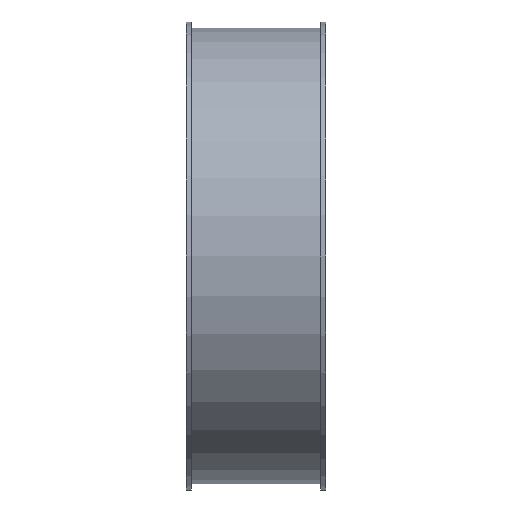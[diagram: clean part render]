
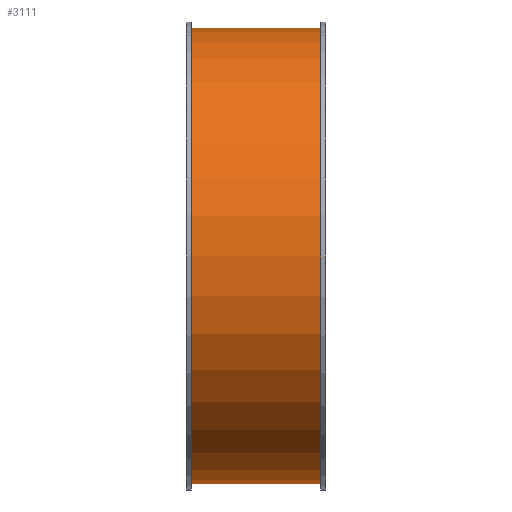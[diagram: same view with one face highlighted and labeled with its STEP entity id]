
A CAD part, left-side view. The second image highlights one B-rep face of the part: STEP entity #3111.
In plain terms, the highlighted cylindrical face has radius 45.72 mm (diameter 91.44 mm), a partial arc.
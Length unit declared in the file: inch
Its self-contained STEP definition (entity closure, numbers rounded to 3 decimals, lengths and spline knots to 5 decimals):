
#20 = VERTEX_POINT ( 'NONE', #2932 ) ;
#21 = VERTEX_POINT ( 'NONE', #321 ) ;
#22 = VERTEX_POINT ( 'NONE', #2931 ) ;
#321 = CARTESIAN_POINT ( 'NONE',  ( 0., 0.04, 1.8 ) ) ;
#543 = CARTESIAN_POINT ( 'NONE',  ( 0., 0., -1.8 ) ) ;
#555 = CARTESIAN_POINT ( 'NONE',  ( 0., 0., 1.8 ) ) ;
#556 = DIRECTION ( 'NONE',  ( 0., -1., 0. ) ) ;
#561 = DIRECTION ( 'NONE',  ( 0., -1., 0. ) ) ;
#947 = EDGE_LOOP ( 'NONE', ( #1007, #1008, #1009, #1010 ) ) ;
#1007 = ORIENTED_EDGE ( 'NONE', *, *, #2765, .F. ) ;
#1008 = ORIENTED_EDGE ( 'NONE', *, *, #3381, .T. ) ;
#1009 = ORIENTED_EDGE ( 'NONE', *, *, #2763, .T. ) ;
#1010 = ORIENTED_EDGE ( 'NONE', *, *, #3380, .F. ) ;
#1775 = VECTOR ( 'NONE', #561, 39.37008 ) ;
#1778 = VECTOR ( 'NONE', #556, 39.37008 ) ;
#1784 = LINE ( 'NONE', #543, #1778 ) ;
#1788 = LINE ( 'NONE', #555, #1775 ) ;
#2763 = EDGE_CURVE ( 'NONE', #2974, #20, #1784, .T. ) ;
#2765 = EDGE_CURVE ( 'NONE', #22, #21, #1788, .T. ) ;
#2931 = CARTESIAN_POINT ( 'NONE',  ( 0., 1.06, 1.8 ) ) ;
#2932 = CARTESIAN_POINT ( 'NONE',  ( 0., 0.04, -1.8 ) ) ;
#2974 = VERTEX_POINT ( 'NONE', #3946 ) ;
#3111 = ADVANCED_FACE ( 'NONE', ( #4322 ), #4329, .T. ) ;
#3380 = EDGE_CURVE ( 'NONE', #21, #20, #4544, .T. ) ;
#3381 = EDGE_CURVE ( 'NONE', #22, #2974, #4546, .T. ) ;
#3946 = CARTESIAN_POINT ( 'NONE',  ( 0., 1.06, -1.8 ) ) ;
#4322 = FACE_OUTER_BOUND ( 'NONE', #947, .T. ) ;
#4329 = CYLINDRICAL_SURFACE ( 'NONE', #4932, 1.8 ) ;
#4544 = CIRCLE ( 'NONE', #5079, 1.8 ) ;
#4546 = CIRCLE ( 'NONE', #5080, 1.8 ) ;
#4932 = AXIS2_PLACEMENT_3D ( 'NONE', #5125, #5128, #5129 ) ;
#5079 = AXIS2_PLACEMENT_3D ( 'NONE', #5742, #5749, #5750 ) ;
#5080 = AXIS2_PLACEMENT_3D ( 'NONE', #5745, #5752, #5753 ) ;
#5125 = CARTESIAN_POINT ( 'NONE',  ( 0., 0., 0. ) ) ;
#5128 = DIRECTION ( 'NONE',  ( 0., -1., 0. ) ) ;
#5129 = DIRECTION ( 'NONE',  ( 0., 0., -1. ) ) ;
#5742 = CARTESIAN_POINT ( 'NONE',  ( 0., 0.04, 0. ) ) ;
#5745 = CARTESIAN_POINT ( 'NONE',  ( 0., 1.06, 0. ) ) ;
#5749 = DIRECTION ( 'NONE',  ( 0., -1., 0. ) ) ;
#5750 = DIRECTION ( 'NONE',  ( 0., 0., -1. ) ) ;
#5752 = DIRECTION ( 'NONE',  ( 0., -1., 0. ) ) ;
#5753 = DIRECTION ( 'NONE',  ( 0., 0., -1. ) ) ;
